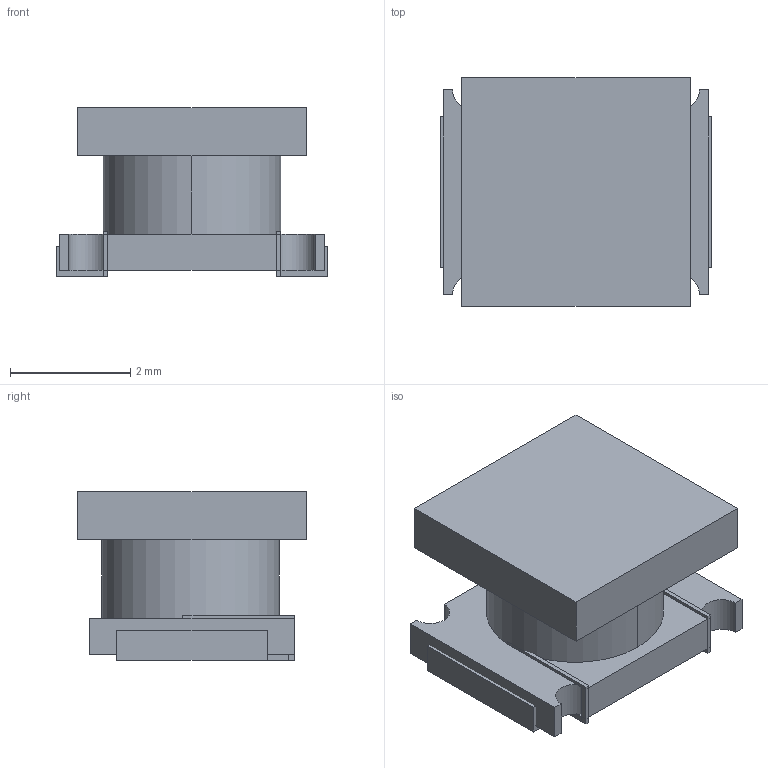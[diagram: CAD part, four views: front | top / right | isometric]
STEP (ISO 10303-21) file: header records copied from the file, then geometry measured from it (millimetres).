
FILE_DESCRIPTION(('FreeCAD Model'),'2;1');
FILE_NAME('309177.2.8.stp','2020-04-15T15:56:19',( 'Author'),(''),'Open CASCADE STEP processor 6.9','FreeCAD','Unknown' );
FILE_SCHEMA(('AUTOMOTIVE_DESIGN { 1 0 10303 214 1 1 1 1 }'));
Length unit declared in the file: millimetre
Products named in the file (12): ASSEMBLY; Rect2; Rect3; Rect4; Rect5; Rect6; Rect7; Rect8; Rect9; Rect10; Pad4; base
Assembly tree (11 placements, depth 2):
  ASSEMBLY
    Rect2
    Rect3
    Rect4
    Rect5
    Rect6
    Rect7
    Rect8
    Rect9
    Rect10
    Pad4
    base
Bounding box: 4.5 x 3.8 x 2.8 mm (x, y, z)
Volume: 35.3 mm3; surface area: 128.1 mm2
Topology: 11 solids, 11 shells, 72 faces, 150 edges, 100 vertices
Faces by surface type: plane 66, cylinder 6
Entity records: 4149 total; most frequent: CARTESIAN_POINT 658, DIRECTION 626, LINE 426, VECTOR 426, ORIENTED_EDGE 300, PCURVE 300, DEFINITIONAL_REPRESENTATION 300, EDGE_CURVE 150
